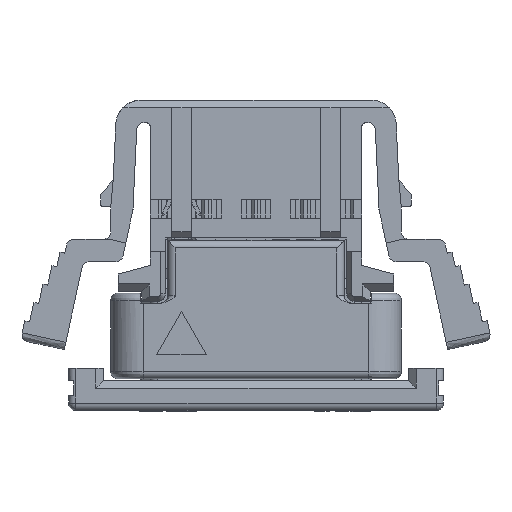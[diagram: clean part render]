
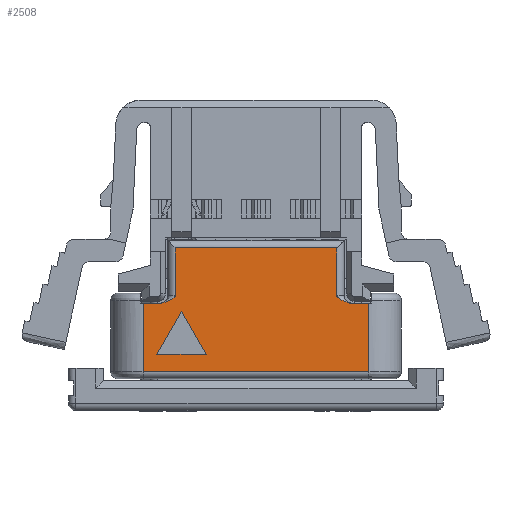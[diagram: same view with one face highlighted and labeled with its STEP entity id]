
A CAD part, front view. The second image highlights one B-rep face of the part: STEP entity #2508.
In plain terms, the highlighted planar face has unit normal (0, -1, 0).
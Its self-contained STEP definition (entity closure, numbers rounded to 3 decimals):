
#337=CARTESIAN_POINT('',(7.55,-3.875,-10.925));
#338=VERTEX_POINT('',#337);
#661=CARTESIAN_POINT('',(-1.55,-3.875,-10.925));
#662=VERTEX_POINT('',#661);
#663=CARTESIAN_POINT('',(7.55,-3.875,-10.925));
#664=DIRECTION('',(-1.,0.,0.));
#665=VECTOR('',#664,9.1);
#666=LINE('',#663,#665);
#667=EDGE_CURVE('',#338,#662,#666,.T.);
#692=CARTESIAN_POINT('',(1.,-3.875,-10.225));
#693=VERTEX_POINT('',#692);
#694=CARTESIAN_POINT('',(0.,-3.875,-8.493));
#695=VERTEX_POINT('',#694);
#696=CARTESIAN_POINT('',(1.,-3.875,-10.225));
#697=DIRECTION('',(-0.5,0.,0.866));
#698=VECTOR('',#697,2.);
#699=LINE('',#696,#698);
#700=EDGE_CURVE('',#693,#695,#699,.T.);
#1419=CARTESIAN_POINT('',(-1.,-3.875,-10.225));
#1420=VERTEX_POINT('',#1419);
#1421=CARTESIAN_POINT('',(-1.,-3.875,-10.225));
#1422=DIRECTION('',(1.,0.,0.));
#1423=VECTOR('',#1422,2.);
#1424=LINE('',#1421,#1423);
#1425=EDGE_CURVE('',#1420,#693,#1424,.T.);
#1450=CARTESIAN_POINT('',(0.,-3.875,-8.493));
#1451=DIRECTION('',(-0.5,0.,-0.866));
#1452=VECTOR('',#1451,2.);
#1453=LINE('',#1450,#1452);
#1454=EDGE_CURVE('',#695,#1420,#1453,.T.);
#2254=CARTESIAN_POINT('',(7.55,-3.875,-8.175));
#2255=VERTEX_POINT('',#2254);
#2263=CARTESIAN_POINT('',(7.55,-3.875,-8.175));
#2264=DIRECTION('',(0.,0.,-1.));
#2265=VECTOR('',#2264,2.75);
#2266=LINE('',#2263,#2265);
#2267=EDGE_CURVE('',#2255,#338,#2266,.T.);
#2408=CARTESIAN_POINT('',(-1.55,-3.875,-8.175));
#2409=VERTEX_POINT('',#2408);
#2428=CARTESIAN_POINT('',(-1.55,-3.875,-10.925));
#2429=DIRECTION('',(0.,0.,1.));
#2430=VECTOR('',#2429,2.75);
#2431=LINE('',#2428,#2430);
#2432=EDGE_CURVE('',#662,#2409,#2431,.T.);
#2437=CARTESIAN_POINT('',(3.,-3.875,-9.042));
#2438=DIRECTION('',(0.,0.,-1.));
#2439=DIRECTION('',(0.,-1.,0.));
#2440=AXIS2_PLACEMENT_3D('',#2437,#2439,#2438);
#2441=PLANE('',#2440);
#2442=CARTESIAN_POINT('',(6.25,-3.875,-5.95));
#2443=VERTEX_POINT('',#2442);
#2444=CARTESIAN_POINT('',(-0.25,-3.875,-5.95));
#2445=VERTEX_POINT('',#2444);
#2446=CARTESIAN_POINT('',(6.25,-3.875,-5.95));
#2447=DIRECTION('',(-1.,0.,0.));
#2448=VECTOR('',#2447,6.5);
#2449=LINE('',#2446,#2448);
#2450=EDGE_CURVE('',#2443,#2445,#2449,.T.);
#2451=ORIENTED_EDGE('',*,*,#2450,.T.);
#2452=CARTESIAN_POINT('',(-0.25,-3.875,-7.875));
#2453=VERTEX_POINT('',#2452);
#2454=CARTESIAN_POINT('',(-0.25,-3.875,-5.95));
#2455=DIRECTION('',(0.,0.,-1.));
#2456=VECTOR('',#2455,1.925);
#2457=LINE('',#2454,#2456);
#2458=EDGE_CURVE('',#2445,#2453,#2457,.T.);
#2459=ORIENTED_EDGE('',*,*,#2458,.T.);
#2460=CARTESIAN_POINT('',(-0.85,-3.875,-8.175));
#2461=VERTEX_POINT('',#2460);
#2462=CARTESIAN_POINT('',(-0.25,-3.875,-7.875));
#2463=CARTESIAN_POINT('',(-0.25,-3.875,-7.95));
#2464=CARTESIAN_POINT('',(-0.7,-3.875,-8.175));
#2465=CARTESIAN_POINT('',(-0.85,-3.875,-8.175));
#2466=B_SPLINE_CURVE_WITH_KNOTS('',2,(#2462,#2463,#2464,#2465),.UNSPECIFIED.,.F.,.U.,(3,1,3),(0.,0.484,1.),.UNSPECIFIED.);
#2467=EDGE_CURVE('',#2453,#2461,#2466,.T.);
#2468=ORIENTED_EDGE('',*,*,#2467,.T.);
#2469=CARTESIAN_POINT('',(-0.85,-3.875,-8.175));
#2470=DIRECTION('',(-1.,0.,0.));
#2471=VECTOR('',#2470,0.7);
#2472=LINE('',#2469,#2471);
#2473=EDGE_CURVE('',#2461,#2409,#2472,.T.);
#2474=ORIENTED_EDGE('',*,*,#2473,.T.);
#2475=ORIENTED_EDGE('',*,*,#2432,.F.);
#2476=ORIENTED_EDGE('',*,*,#667,.F.);
#2477=ORIENTED_EDGE('',*,*,#2267,.F.);
#2478=CARTESIAN_POINT('',(6.85,-3.875,-8.175));
#2479=VERTEX_POINT('',#2478);
#2480=CARTESIAN_POINT('',(7.55,-3.875,-8.175));
#2481=DIRECTION('',(-1.,0.,0.));
#2482=VECTOR('',#2481,0.7);
#2483=LINE('',#2480,#2482);
#2484=EDGE_CURVE('',#2255,#2479,#2483,.T.);
#2485=ORIENTED_EDGE('',*,*,#2484,.T.);
#2486=CARTESIAN_POINT('',(6.25,-3.875,-7.875));
#2487=VERTEX_POINT('',#2486);
#2488=CARTESIAN_POINT('',(6.85,-3.875,-8.175));
#2489=CARTESIAN_POINT('',(6.7,-3.875,-8.175));
#2490=CARTESIAN_POINT('',(6.25,-3.875,-7.95));
#2491=CARTESIAN_POINT('',(6.25,-3.875,-7.875));
#2492=B_SPLINE_CURVE_WITH_KNOTS('',2,(#2488,#2489,#2490,#2491),.UNSPECIFIED.,.F.,.U.,(3,1,3),(0.,0.516,1.),.UNSPECIFIED.);
#2493=EDGE_CURVE('',#2479,#2487,#2492,.T.);
#2494=ORIENTED_EDGE('',*,*,#2493,.T.);
#2495=CARTESIAN_POINT('',(6.25,-3.875,-7.875));
#2496=DIRECTION('',(0.,0.,1.));
#2497=VECTOR('',#2496,1.925);
#2498=LINE('',#2495,#2497);
#2499=EDGE_CURVE('',#2487,#2443,#2498,.T.);
#2500=ORIENTED_EDGE('',*,*,#2499,.T.);
#2501=EDGE_LOOP('',(#2451,#2459,#2468,#2474,#2475,#2476,#2477,#2485,#2494,#2500));
#2502=FACE_OUTER_BOUND('',#2501,.T.);
#2503=ORIENTED_EDGE('',*,*,#1454,.F.);
#2504=ORIENTED_EDGE('',*,*,#700,.F.);
#2505=ORIENTED_EDGE('',*,*,#1425,.F.);
#2506=EDGE_LOOP('',(#2503,#2504,#2505));
#2507=FACE_BOUND('',#2506,.T.);
#2508=ADVANCED_FACE('',(#2502,#2507),#2441,.T.);
